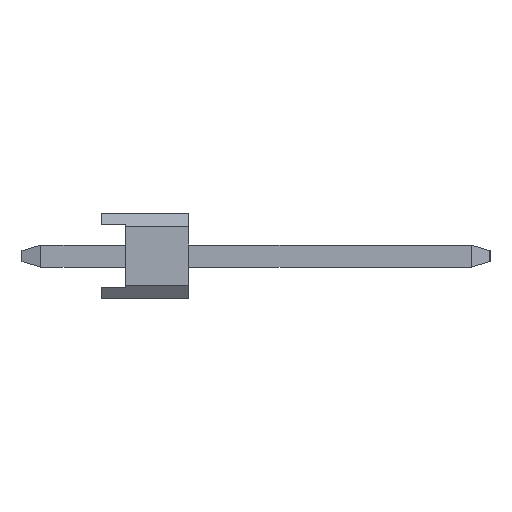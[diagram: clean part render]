
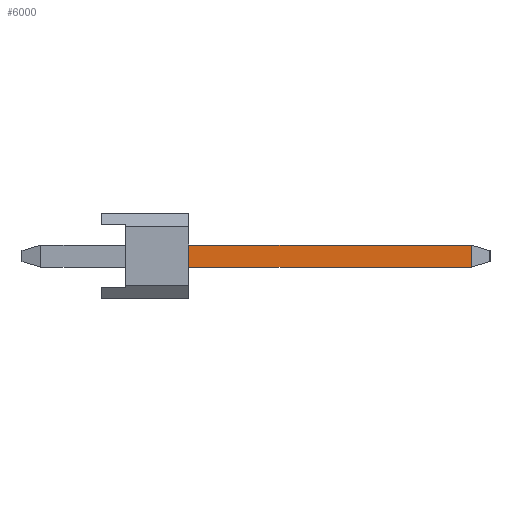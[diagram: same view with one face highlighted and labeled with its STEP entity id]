
A CAD part, left-side view. The second image highlights one B-rep face of the part: STEP entity #6000.
In plain terms, the highlighted planar face has unit normal (-1, 0, 0).
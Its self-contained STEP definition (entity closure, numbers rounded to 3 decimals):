
#6000=ADVANCED_FACE('',(#17716),#17717,.T.);
#6218=VERTEX_POINT('',#17994);
#6826=VERTEX_POINT('',#18668);
#7380=EDGE_CURVE('',#9422,#17094,#19289,.T.);
#9422=VERTEX_POINT('',#21539);
#10890=EDGE_CURVE('',#6218,#6826,#23123,.T.);
#11764=EDGE_CURVE('',#6826,#9422,#24082,.T.);
#12548=EDGE_CURVE('',#17094,#6218,#24941,.T.);
#17094=VERTEX_POINT('',#29969);
#17716=FACE_OUTER_BOUND('',#30683,.T.);
#17717=PLANE('',#30684);
#17994=CARTESIAN_POINT('',(-47.31,-2.54,0.32));
#18668=CARTESIAN_POINT('',(-47.31,-10.744,0.32));
#19289=LINE('',#32933,#32934);
#21539=CARTESIAN_POINT('',(-47.31,-10.744,-0.32));
#23123=LINE('',#38545,#38546);
#24082=LINE('',#39904,#39905);
#24941=LINE('',#41177,#41178);
#29969=CARTESIAN_POINT('',(-47.31,-2.54,-0.32));
#30683=EDGE_LOOP('',(#49293,#49294,#49295,#49296));
#30684=AXIS2_PLACEMENT_3D('',#49297,#49298,#49299);
#32933=CARTESIAN_POINT('',(-47.31,1.764,-0.32));
#32934=VECTOR('',#51366,1.0);
#38545=CARTESIAN_POINT('',(-47.31,-4.49,0.32));
#38546=VECTOR('',#54933,1.0);
#39904=CARTESIAN_POINT('',(-47.31,-10.744,0.5));
#39905=VECTOR('',#55829,1.0);
#41177=CARTESIAN_POINT('',(-47.31,-2.54,0.252));
#41178=VECTOR('',#56654,1.0);
#49293=ORIENTED_EDGE('',*,*,#12548,.F.);
#49294=ORIENTED_EDGE('',*,*,#7380,.F.);
#49295=ORIENTED_EDGE('',*,*,#11764,.F.);
#49296=ORIENTED_EDGE('',*,*,#10890,.F.);
#49297=CARTESIAN_POINT('',(-47.31,1.764,0.5));
#49298=DIRECTION('',(-1.0,0.,0.));
#49299=DIRECTION('',(0.,1.0,0.));
#51366=DIRECTION('',(0.,1.0,0.));
#54933=DIRECTION('',(0.,-1.0,0.));
#55829=DIRECTION('',(0.0,0.,-1.0));
#56654=DIRECTION('',(0.,0.,1.0));
